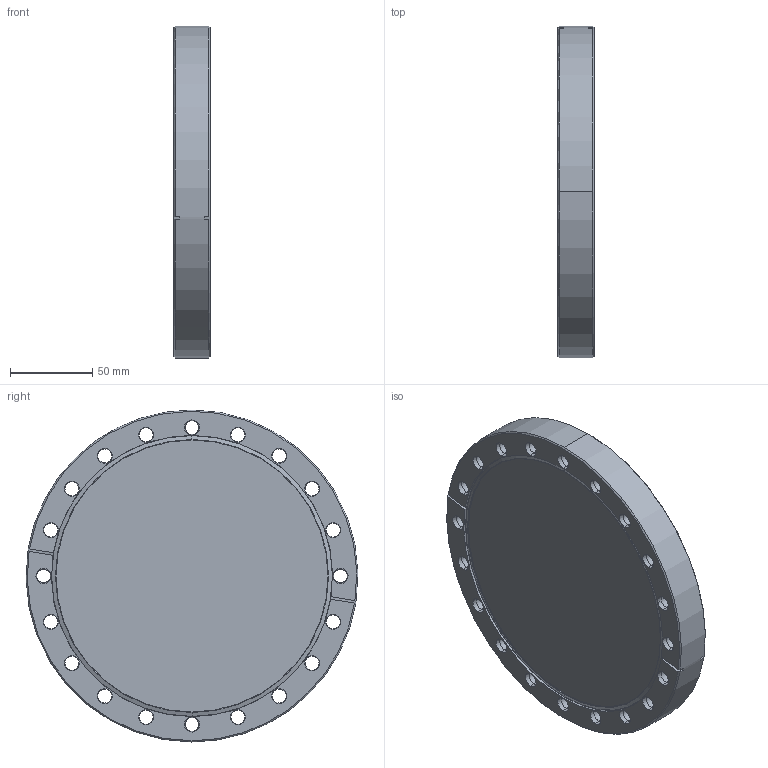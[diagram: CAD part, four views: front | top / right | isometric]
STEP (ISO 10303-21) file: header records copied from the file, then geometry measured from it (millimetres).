
FILE_DESCRIPTION (( 'STEP AP203' ), '1' );
FILE_NAME ('140030_A.STEP', '2024-03-29T09:22:47', ( '' ), ( '' ), 'SwSTEP 2.0', 'SolidWorks 2022', '' );
FILE_SCHEMA (( 'CONFIG_CONTROL_DESIGN' ));
Length unit declared in the file: inch
Products named in the file (1): 140030_A
Bounding box: 22.1 x 202.39 x 202.44 mm (x, y, z)
Volume: 625947.1 mm3; surface area: 89717.8 mm2
Topology: 1 solids, 1 shells, 170 faces, 402 edges, 234 vertices
Faces by surface type: cone 90, cylinder 54, plane 14, torus 12
Entity records: 5051 total; most frequent: DIRECTION 954, CARTESIAN_POINT 855, ORIENTED_EDGE 804, EDGE_CURVE 402, AXIS2_PLACEMENT_3D 397, VERTEX_POINT 234, CIRCLE 226, EDGE_LOOP 210
